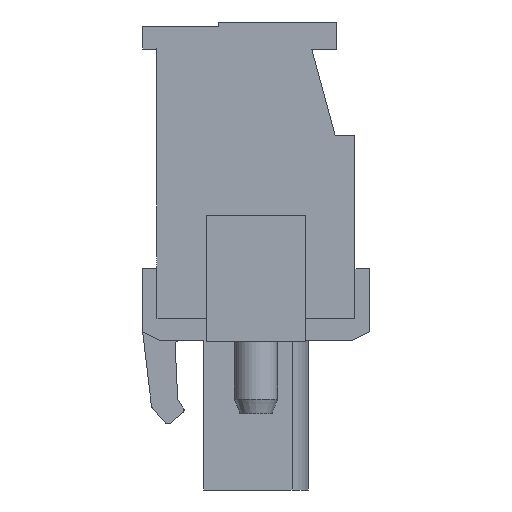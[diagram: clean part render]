
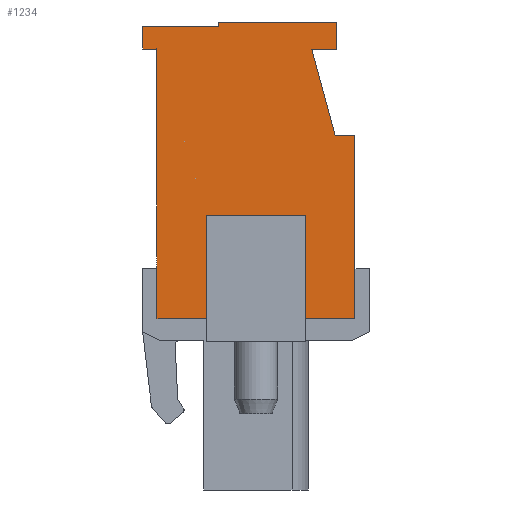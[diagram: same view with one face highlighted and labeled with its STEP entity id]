
A CAD part, left-side view. The second image highlights one B-rep face of the part: STEP entity #1234.
In plain terms, the highlighted planar face has unit normal (-1, 0, 0).
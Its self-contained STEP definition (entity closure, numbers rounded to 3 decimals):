
#1234 = ADVANCED_FACE( '', ( #2730 ), #2731, .T. );
#2730 = FACE_OUTER_BOUND( '', #4594, .T. );
#2731 = PLANE( '', #4595 );
#4594 = EDGE_LOOP( '', ( #7734, #7735, #7736, #7737, #7738, #7739, #7740, #7741, #7742, #7743, #7744, #7745, #7746, #7747, #7748, #7749 ) );
#4595 = AXIS2_PLACEMENT_3D( '', #7750, #7751, #7752 );
#7734 = ORIENTED_EDGE( '', *, *, #12459, .F. );
#7735 = ORIENTED_EDGE( '', *, *, #12460, .F. );
#7736 = ORIENTED_EDGE( '', *, *, #11836, .F. );
#7737 = ORIENTED_EDGE( '', *, *, #12461, .T. );
#7738 = ORIENTED_EDGE( '', *, *, #12462, .T. );
#7739 = ORIENTED_EDGE( '', *, *, #12463, .T. );
#7740 = ORIENTED_EDGE( '', *, *, #12464, .T. );
#7741 = ORIENTED_EDGE( '', *, *, #11950, .T. );
#7742 = ORIENTED_EDGE( '', *, *, #12465, .T. );
#7743 = ORIENTED_EDGE( '', *, *, #12466, .T. );
#7744 = ORIENTED_EDGE( '', *, *, #12467, .T. );
#7745 = ORIENTED_EDGE( '', *, *, #12468, .T. );
#7746 = ORIENTED_EDGE( '', *, *, #11733, .T. );
#7747 = ORIENTED_EDGE( '', *, *, #12469, .T. );
#7748 = ORIENTED_EDGE( '', *, *, #12470, .T. );
#7749 = ORIENTED_EDGE( '', *, *, #12471, .T. );
#7750 = CARTESIAN_POINT( '', ( -10.16, 0., 0. ) );
#7751 = DIRECTION( '', ( -1., 0., 0. ) );
#7752 = DIRECTION( '', ( 0., 0., 1. ) );
#11733 = EDGE_CURVE( '', #14229, #14230, #14231, .T. );
#11836 = EDGE_CURVE( '', #14400, #14402, #14403, .T. );
#11950 = EDGE_CURVE( '', #14598, #14599, #14600, .T. );
#12459 = EDGE_CURVE( '', #15396, #14911, #15397, .T. );
#12460 = EDGE_CURVE( '', #14402, #15396, #15398, .T. );
#12461 = EDGE_CURVE( '', #14400, #15399, #15400, .T. );
#12462 = EDGE_CURVE( '', #15399, #15401, #15402, .T. );
#12463 = EDGE_CURVE( '', #15401, #15403, #15404, .T. );
#12464 = EDGE_CURVE( '', #15403, #14598, #15405, .T. );
#12465 = EDGE_CURVE( '', #14599, #15406, #15407, .T. );
#12466 = EDGE_CURVE( '', #15406, #15408, #15409, .T. );
#12467 = EDGE_CURVE( '', #15408, #15410, #15411, .T. );
#12468 = EDGE_CURVE( '', #15410, #14229, #15412, .T. );
#12469 = EDGE_CURVE( '', #14230, #15413, #15414, .T. );
#12470 = EDGE_CURVE( '', #15413, #15415, #15416, .T. );
#12471 = EDGE_CURVE( '', #15415, #14911, #15417, .T. );
#14229 = VERTEX_POINT( '', #17776 );
#14230 = VERTEX_POINT( '', #17777 );
#14231 = LINE( '', #17778, #17779 );
#14400 = VERTEX_POINT( '', #18013 );
#14402 = VERTEX_POINT( '', #18016 );
#14403 = LINE( '', #18017, #18018 );
#14598 = VERTEX_POINT( '', #18297 );
#14599 = VERTEX_POINT( '', #18298 );
#14600 = LINE( '', #18299, #18300 );
#14911 = VERTEX_POINT( '', #18764 );
#15396 = VERTEX_POINT( '', #19470 );
#15397 = LINE( '', #19471, #19472 );
#15398 = LINE( '', #19473, #19474 );
#15399 = VERTEX_POINT( '', #19475 );
#15400 = LINE( '', #19476, #19477 );
#15401 = VERTEX_POINT( '', #19478 );
#15402 = LINE( '', #19479, #19480 );
#15403 = VERTEX_POINT( '', #19481 );
#15404 = LINE( '', #19482, #19483 );
#15405 = LINE( '', #19484, #19485 );
#15406 = VERTEX_POINT( '', #19486 );
#15407 = LINE( '', #19487, #19488 );
#15408 = VERTEX_POINT( '', #19489 );
#15409 = LINE( '', #19490, #19491 );
#15410 = VERTEX_POINT( '', #19492 );
#15411 = LINE( '', #19493, #19494 );
#15412 = LINE( '', #19495, #19496 );
#15413 = VERTEX_POINT( '', #19497 );
#15414 = LINE( '', #19498, #19499 );
#15415 = VERTEX_POINT( '', #19500 );
#15416 = LINE( '', #19501, #19502 );
#15417 = LINE( '', #19503, #19504 );
#17776 = CARTESIAN_POINT( '', ( -10.16, 6.3, 8.75 ) );
#17777 = CARTESIAN_POINT( '', ( -10.16, 6.3, 7.5 ) );
#17778 = CARTESIAN_POINT( '', ( -10.16, 6.3, 8.75 ) );
#17779 = VECTOR( '', #21861, 1000. );
#18013 = CARTESIAN_POINT( '', ( -10.16, -2.75, -7.5 ) );
#18016 = CARTESIAN_POINT( '', ( -10.16, -2.75, -1.75 ) );
#18017 = CARTESIAN_POINT( '', ( -10.16, -2.75, -8.75 ) );
#18018 = VECTOR( '', #21976, 1000. );
#18297 = CARTESIAN_POINT( '', ( -10.16, -3.1, 7.5 ) );
#18298 = CARTESIAN_POINT( '', ( -10.16, -4.5, 7.5 ) );
#18299 = CARTESIAN_POINT( '', ( -10.16, -3.1, 7.5 ) );
#18300 = VECTOR( '', #22088, 1000. );
#18764 = CARTESIAN_POINT( '', ( -10.16, 2.75, -7.5 ) );
#19470 = CARTESIAN_POINT( '', ( -10.16, 2.75, -1.75 ) );
#19471 = CARTESIAN_POINT( '', ( -10.16, 2.75, -1.75 ) );
#19472 = VECTOR( '', #22586, 1000. );
#19473 = CARTESIAN_POINT( '', ( -10.16, -2.75, -1.75 ) );
#19474 = VECTOR( '', #22587, 1000. );
#19475 = CARTESIAN_POINT( '', ( -10.16, -5.5, -7.5 ) );
#19476 = CARTESIAN_POINT( '', ( -10.16, 5.5, -7.5 ) );
#19477 = VECTOR( '', #22588, 1000. );
#19478 = CARTESIAN_POINT( '', ( -10.16, -5.5, 2.7 ) );
#19479 = CARTESIAN_POINT( '', ( -10.16, -5.5, -7.5 ) );
#19480 = VECTOR( '', #22589, 1000. );
#19481 = CARTESIAN_POINT( '', ( -10.16, -4.4, 2.7 ) );
#19482 = CARTESIAN_POINT( '', ( -10.16, -5.5, 2.7 ) );
#19483 = VECTOR( '', #22590, 1000. );
#19484 = CARTESIAN_POINT( '', ( -10.16, -4.4, 2.7 ) );
#19485 = VECTOR( '', #22591, 1000. );
#19486 = CARTESIAN_POINT( '', ( -10.16, -4.5, 9. ) );
#19487 = CARTESIAN_POINT( '', ( -10.16, -4.5, 7.5 ) );
#19488 = VECTOR( '', #22592, 1000. );
#19489 = CARTESIAN_POINT( '', ( -10.16, 2.1, 9. ) );
#19490 = CARTESIAN_POINT( '', ( -10.16, -4.5, 9. ) );
#19491 = VECTOR( '', #22593, 1000. );
#19492 = CARTESIAN_POINT( '', ( -10.16, 2.1, 8.75 ) );
#19493 = CARTESIAN_POINT( '', ( -10.16, 2.1, 9. ) );
#19494 = VECTOR( '', #22594, 1000. );
#19495 = CARTESIAN_POINT( '', ( -10.16, 2.1, 8.75 ) );
#19496 = VECTOR( '', #22595, 1000. );
#19497 = CARTESIAN_POINT( '', ( -10.16, 5.5, 7.5 ) );
#19498 = CARTESIAN_POINT( '', ( -10.16, 6.3, 7.5 ) );
#19499 = VECTOR( '', #22596, 1000. );
#19500 = CARTESIAN_POINT( '', ( -10.16, 5.5, -7.5 ) );
#19501 = CARTESIAN_POINT( '', ( -10.16, 5.5, 7.5 ) );
#19502 = VECTOR( '', #22597, 1000. );
#19503 = CARTESIAN_POINT( '', ( -10.16, 5.5, -7.5 ) );
#19504 = VECTOR( '', #22598, 1000. );
#21861 = DIRECTION( '', ( 0., 0., -1. ) );
#21976 = DIRECTION( '', ( 0., 0., 1. ) );
#22088 = DIRECTION( '', ( 0., -1., 0. ) );
#22586 = DIRECTION( '', ( 0., 0., -1. ) );
#22587 = DIRECTION( '', ( 0., 1., 0. ) );
#22588 = DIRECTION( '', ( 0., -1., 0. ) );
#22589 = DIRECTION( '', ( 0., 0., 1. ) );
#22590 = DIRECTION( '', ( 0., 1., 0. ) );
#22591 = DIRECTION( '', ( 0., 0.261, 0.965 ) );
#22592 = DIRECTION( '', ( 0., 0., 1. ) );
#22593 = DIRECTION( '', ( 0., 1., 0. ) );
#22594 = DIRECTION( '', ( 0., 0., -1. ) );
#22595 = DIRECTION( '', ( 0., 1., 0. ) );
#22596 = DIRECTION( '', ( 0., -1., 0. ) );
#22597 = DIRECTION( '', ( 0., 0., -1. ) );
#22598 = DIRECTION( '', ( 0., -1., 0. ) );
